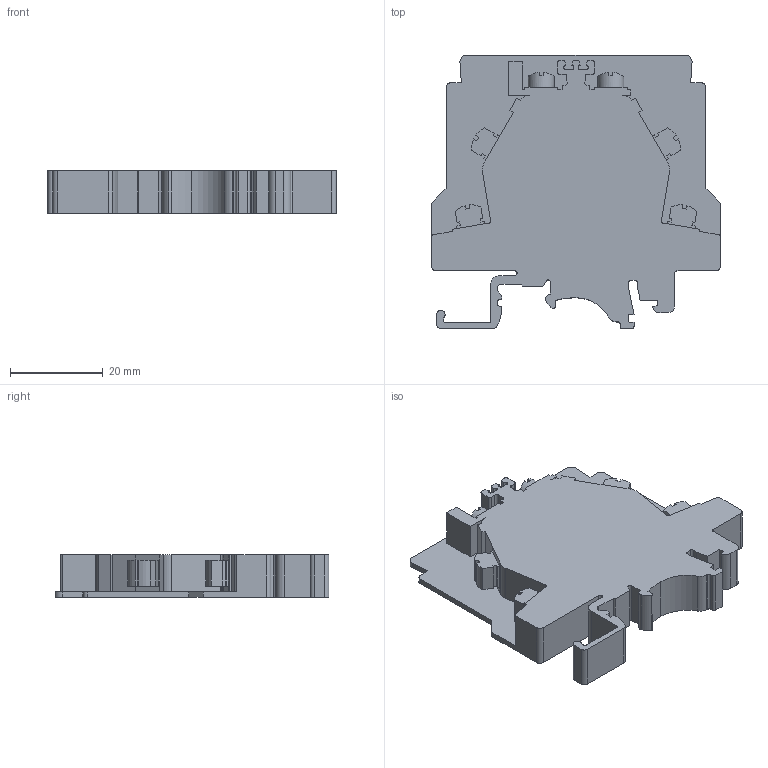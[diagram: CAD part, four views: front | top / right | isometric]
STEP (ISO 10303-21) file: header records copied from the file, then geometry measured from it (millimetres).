
FILE_DESCRIPTION((''),'2;1');
FILE_NAME('2_5S3','2023-11-07T',('dell'),(''),'PRO/ENGINEER BY PARAMETRIC TECHNOLOGY CORPORATION, 2013230','PRO/ENGINEER BY PARAMETRIC TECHNOLOGY CORPORATION, 2013230','');
FILE_SCHEMA(('AUTOMOTIVE_DESIGN { 1 0 10303 214 1 1 1 1 }'));
Length unit declared in the file: millimetre
Products named in the file (1): 2_5S3
Bounding box: 62.2 x 59 x 9.2 mm (x, y, z)
Volume: 19631.4 mm3; surface area: 9597 mm2
Topology: 1 solids, 1 shells, 247 faces, 714 edges, 472 vertices
Faces by surface type: plane 178, cylinder 69
Entity records: 8201 total; most frequent: CARTESIAN_POINT 1521, ORIENTED_EDGE 1428, DIRECTION 1326, EDGE_CURVE 714, VECTOR 572, LINE 572, VERTEX_POINT 472, AXIS2_PLACEMENT_3D 377
